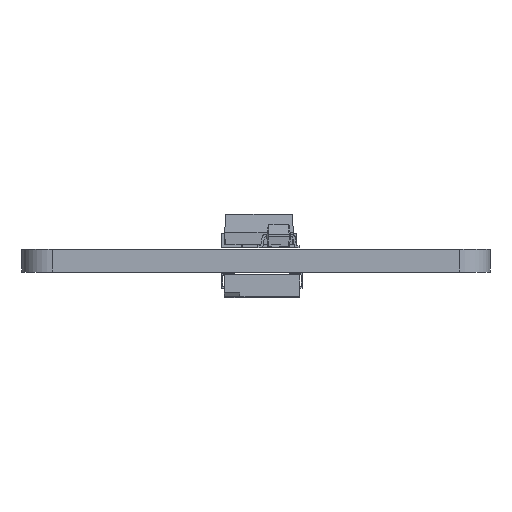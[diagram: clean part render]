
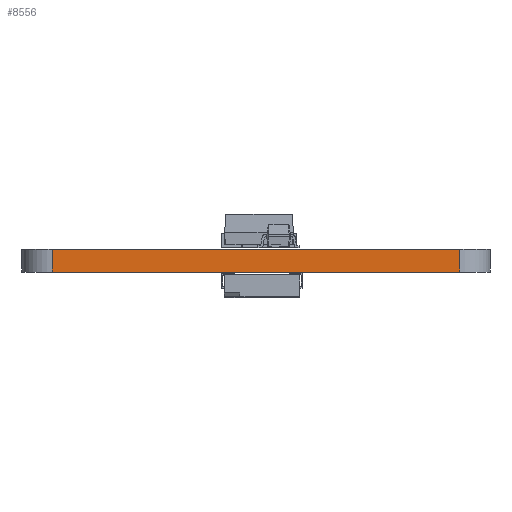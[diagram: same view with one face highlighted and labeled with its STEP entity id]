
A CAD part, front view. The second image highlights one B-rep face of the part: STEP entity #8556.
In plain terms, the highlighted planar face has unit normal (0, -1, 0).
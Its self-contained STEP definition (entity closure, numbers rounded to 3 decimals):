
#7589 = VERTEX_POINT('',#7590);
#7590 = CARTESIAN_POINT('',(147.4,-88.,0.));
#7597 = EDGE_CURVE('',#7598,#7589,#7600,.T.);
#7598 = VERTEX_POINT('',#7599);
#7599 = CARTESIAN_POINT('',(174.4,-88.,0.));
#7600 = LINE('',#7601,#7602);
#7601 = CARTESIAN_POINT('',(174.4,-88.,0.));
#7602 = VECTOR('',#7603,1.);
#7603 = DIRECTION('',(-1.,0.,0.));
#8059 = VERTEX_POINT('',#8060);
#8060 = CARTESIAN_POINT('',(147.4,-88.,1.51));
#8067 = EDGE_CURVE('',#8068,#8059,#8070,.T.);
#8068 = VERTEX_POINT('',#8069);
#8069 = CARTESIAN_POINT('',(174.4,-88.,1.51));
#8070 = LINE('',#8071,#8072);
#8071 = CARTESIAN_POINT('',(174.4,-88.,1.51));
#8072 = VECTOR('',#8073,1.);
#8073 = DIRECTION('',(-1.,0.,0.));
#8528 = EDGE_CURVE('',#7598,#8068,#8529,.T.);
#8529 = LINE('',#8530,#8531);
#8530 = CARTESIAN_POINT('',(174.4,-88.,0.));
#8531 = VECTOR('',#8532,1.);
#8532 = DIRECTION('',(0.,0.,1.));
#8556 = ADVANCED_FACE('',(#8557),#8568,.T.);
#8557 = FACE_BOUND('',#8558,.T.);
#8558 = EDGE_LOOP('',(#8559,#8560,#8561,#8567));
#8559 = ORIENTED_EDGE('',*,*,#8528,.T.);
#8560 = ORIENTED_EDGE('',*,*,#8067,.T.);
#8561 = ORIENTED_EDGE('',*,*,#8562,.F.);
#8562 = EDGE_CURVE('',#7589,#8059,#8563,.T.);
#8563 = LINE('',#8564,#8565);
#8564 = CARTESIAN_POINT('',(147.4,-88.,0.));
#8565 = VECTOR('',#8566,1.);
#8566 = DIRECTION('',(0.,0.,1.));
#8567 = ORIENTED_EDGE('',*,*,#7597,.F.);
#8568 = PLANE('',#8569);
#8569 = AXIS2_PLACEMENT_3D('',#8570,#8571,#8572);
#8570 = CARTESIAN_POINT('',(174.4,-88.,0.));
#8571 = DIRECTION('',(0.,-1.,0.));
#8572 = DIRECTION('',(-1.,0.,0.));
